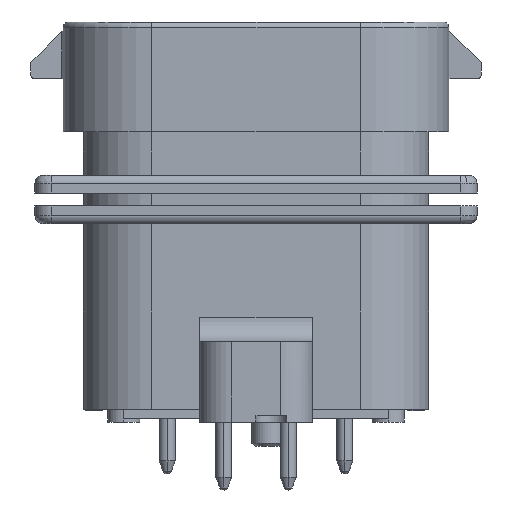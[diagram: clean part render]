
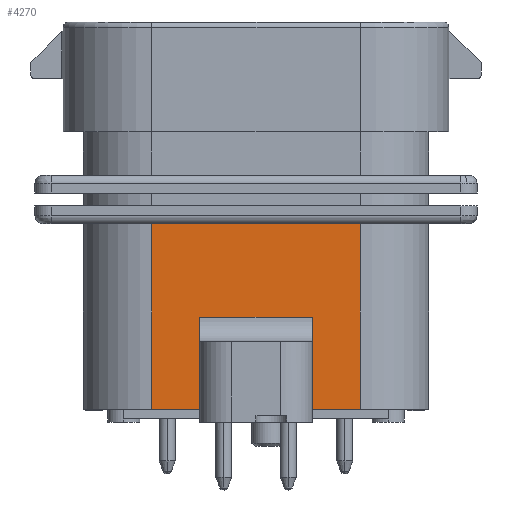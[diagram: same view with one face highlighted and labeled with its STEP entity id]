
A CAD part, left-side view. The second image highlights one B-rep face of the part: STEP entity #4270.
In plain terms, the highlighted planar face has unit normal (-1, 0, 0).
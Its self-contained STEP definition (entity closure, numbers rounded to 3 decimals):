
#4164=CARTESIAN_POINT('',(-16.25,6.45,-24.));
#4165=VERTEX_POINT('',#4164);
#4173=CARTESIAN_POINT('',(-16.25,6.45,-12.5));
#4174=VERTEX_POINT('',#4173);
#4175=CARTESIAN_POINT('',(-16.25,6.45,-24.));
#4176=DIRECTION('',(0.,0.,1.));
#4177=VECTOR('',#4176,11.5);
#4178=LINE('',#4175,#4177);
#4179=EDGE_CURVE('',#4165,#4174,#4178,.T.);
#4208=CARTESIAN_POINT('',(-16.25,-6.45,-19.5));
#4209=DIRECTION('',(0.,1.,0.));
#4210=DIRECTION('',(-1.,0.,0.));
#4211=AXIS2_PLACEMENT_3D('',#4208,#4210,#4209);
#4212=PLANE('',#4211);
#4213=CARTESIAN_POINT('',(-16.25,-3.5,-18.3));
#4214=VERTEX_POINT('',#4213);
#4215=CARTESIAN_POINT('',(-16.25,-3.5,-24.));
#4216=VERTEX_POINT('',#4215);
#4217=CARTESIAN_POINT('',(-16.25,-3.5,-18.3));
#4218=DIRECTION('',(0.,0.,-1.));
#4219=VECTOR('',#4218,5.7);
#4220=LINE('',#4217,#4219);
#4221=EDGE_CURVE('',#4214,#4216,#4220,.T.);
#4222=ORIENTED_EDGE('',*,*,#4221,.T.);
#4223=CARTESIAN_POINT('',(-16.25,-6.45,-24.));
#4224=VERTEX_POINT('',#4223);
#4225=CARTESIAN_POINT('',(-16.25,-3.5,-24.));
#4226=DIRECTION('',(0.,-1.,0.));
#4227=VECTOR('',#4226,2.95);
#4228=LINE('',#4225,#4227);
#4229=EDGE_CURVE('',#4216,#4224,#4228,.T.);
#4230=ORIENTED_EDGE('',*,*,#4229,.T.);
#4231=CARTESIAN_POINT('',(-16.25,-6.45,-12.5));
#4232=VERTEX_POINT('',#4231);
#4233=CARTESIAN_POINT('',(-16.25,-6.45,-24.));
#4234=DIRECTION('',(0.,0.,1.));
#4235=VECTOR('',#4234,11.5);
#4236=LINE('',#4233,#4235);
#4237=EDGE_CURVE('',#4224,#4232,#4236,.T.);
#4238=ORIENTED_EDGE('',*,*,#4237,.T.);
#4239=CARTESIAN_POINT('',(-16.25,-6.45,-12.5));
#4240=DIRECTION('',(0.,1.,0.));
#4241=VECTOR('',#4240,12.9);
#4242=LINE('',#4239,#4241);
#4243=EDGE_CURVE('',#4232,#4174,#4242,.T.);
#4244=ORIENTED_EDGE('',*,*,#4243,.T.);
#4245=ORIENTED_EDGE('',*,*,#4179,.F.);
#4246=CARTESIAN_POINT('',(-16.25,3.5,-24.));
#4247=VERTEX_POINT('',#4246);
#4248=CARTESIAN_POINT('',(-16.25,6.45,-24.));
#4249=DIRECTION('',(0.,-1.,0.));
#4250=VECTOR('',#4249,2.95);
#4251=LINE('',#4248,#4250);
#4252=EDGE_CURVE('',#4165,#4247,#4251,.T.);
#4253=ORIENTED_EDGE('',*,*,#4252,.T.);
#4254=CARTESIAN_POINT('',(-16.25,3.5,-18.3));
#4255=VERTEX_POINT('',#4254);
#4256=CARTESIAN_POINT('',(-16.25,3.5,-24.));
#4257=DIRECTION('',(0.,0.,1.));
#4258=VECTOR('',#4257,5.7);
#4259=LINE('',#4256,#4258);
#4260=EDGE_CURVE('',#4247,#4255,#4259,.T.);
#4261=ORIENTED_EDGE('',*,*,#4260,.T.);
#4262=CARTESIAN_POINT('',(-16.25,3.5,-18.3));
#4263=DIRECTION('',(0.,-1.,0.));
#4264=VECTOR('',#4263,7.);
#4265=LINE('',#4262,#4264);
#4266=EDGE_CURVE('',#4255,#4214,#4265,.T.);
#4267=ORIENTED_EDGE('',*,*,#4266,.T.);
#4268=EDGE_LOOP('',(#4222,#4230,#4238,#4244,#4245,#4253,#4261,#4267));
#4269=FACE_OUTER_BOUND('',#4268,.T.);
#4270=ADVANCED_FACE('',(#4269),#4212,.T.);
